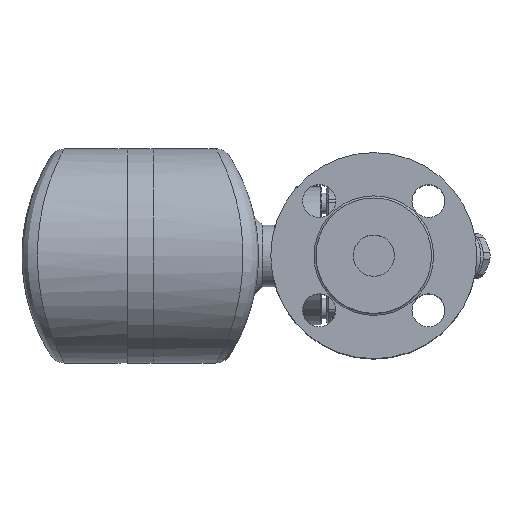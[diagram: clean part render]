
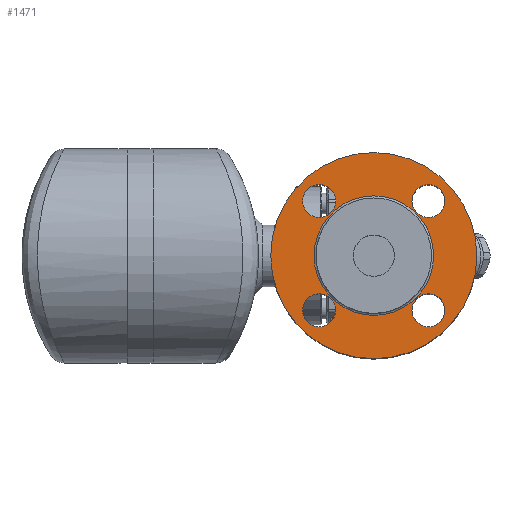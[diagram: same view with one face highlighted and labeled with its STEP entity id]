
A CAD part, top view. The second image highlights one B-rep face of the part: STEP entity #1471.
In plain terms, the highlighted planar face has unit normal (0, 0, 1).
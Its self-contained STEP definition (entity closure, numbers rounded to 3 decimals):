
#670=CARTESIAN_POINT('',(133.517,18.517,93.));
#671=VERTEX_POINT('',#670);
#672=CARTESIAN_POINT('',(133.517,26.517,93.));
#673=DIRECTION('',(0.0,0.0,-1.0));
#674=DIRECTION('',(0.0,-1.0,0.0));
#675=AXIS2_PLACEMENT_3D('',#672,#673,#674);
#676=CIRCLE('',#675,8.0);
#677=EDGE_CURVE('',#671,#671,#676,.T.);
#719=CARTESIAN_POINT('',(125.517,-26.517,93.));
#720=VERTEX_POINT('',#719);
#721=CARTESIAN_POINT('',(133.517,-26.517,93.));
#722=DIRECTION('',(0.0,0.0,-1.0));
#723=DIRECTION('',(-1.0,0.0,0.0));
#724=AXIS2_PLACEMENT_3D('',#721,#722,#723);
#725=CIRCLE('',#724,8.0);
#726=EDGE_CURVE('',#720,#720,#725,.T.);
#768=CARTESIAN_POINT('',(80.483,-18.517,93.));
#769=VERTEX_POINT('',#768);
#770=CARTESIAN_POINT('',(80.483,-26.517,93.));
#771=DIRECTION('',(0.0,0.0,-1.0));
#772=DIRECTION('',(0.0,1.0,0.0));
#773=AXIS2_PLACEMENT_3D('',#770,#771,#772);
#774=CIRCLE('',#773,8.0);
#775=EDGE_CURVE('',#769,#769,#774,.T.);
#945=CARTESIAN_POINT('',(88.483,26.517,93.));
#946=VERTEX_POINT('',#945);
#947=CARTESIAN_POINT('',(80.483,26.517,93.));
#948=DIRECTION('',(0.0,0.0,-1.0));
#949=DIRECTION('',(1.0,0.0,0.0));
#950=AXIS2_PLACEMENT_3D('',#947,#948,#949);
#951=CIRCLE('',#950,8.0);
#952=EDGE_CURVE('',#946,#946,#951,.T.);
#1417=CARTESIAN_POINT('',(136.,0.,93.));
#1418=VERTEX_POINT('',#1417);
#1419=CARTESIAN_POINT('',(107.,0.0,93.));
#1420=DIRECTION('',(0.0,0.0,1.0));
#1421=DIRECTION('',(-1.0,0.0,0.0));
#1422=AXIS2_PLACEMENT_3D('',#1419,#1420,#1421);
#1423=CIRCLE('',#1422,29.);
#1424=EDGE_CURVE('',#1418,#1418,#1423,.T.);
#1440=CARTESIAN_POINT('',(146.,0.0,93.));
#1441=DIRECTION('',(0.0,0.0,1.0));
#1442=DIRECTION('',(1.0,0.0,0.0));
#1443=AXIS2_PLACEMENT_3D('',#1440,#1441,#1442);
#1444=PLANE('',#1443);
#1445=CARTESIAN_POINT('',(157.,0.0,93.));
#1446=VERTEX_POINT('',#1445);
#1447=CARTESIAN_POINT('',(107.,0.0,93.));
#1448=DIRECTION('',(0.0,0.0,1.0));
#1449=DIRECTION('',(1.0,0.0,0.0));
#1450=AXIS2_PLACEMENT_3D('',#1447,#1448,#1449);
#1451=CIRCLE('',#1450,50.0);
#1452=EDGE_CURVE('',#1446,#1446,#1451,.T.);
#1453=ORIENTED_EDGE('',*,*,#1452,.T.);
#1454=EDGE_LOOP('',(#1453));
#1455=FACE_OUTER_BOUND('',#1454,.T.);
#1456=ORIENTED_EDGE('',*,*,#677,.T.);
#1457=EDGE_LOOP('',(#1456));
#1458=FACE_BOUND('',#1457,.T.);
#1459=ORIENTED_EDGE('',*,*,#726,.T.);
#1460=EDGE_LOOP('',(#1459));
#1461=FACE_BOUND('',#1460,.T.);
#1462=ORIENTED_EDGE('',*,*,#775,.T.);
#1463=EDGE_LOOP('',(#1462));
#1464=FACE_BOUND('',#1463,.T.);
#1465=ORIENTED_EDGE('',*,*,#952,.T.);
#1466=EDGE_LOOP('',(#1465));
#1467=FACE_BOUND('',#1466,.T.);
#1468=ORIENTED_EDGE('',*,*,#1424,.F.);
#1469=EDGE_LOOP('',(#1468));
#1470=FACE_BOUND('',#1469,.T.);
#1471=ADVANCED_FACE('',(#1455,#1458,#1461,#1464,#1467,#1470),#1444,.T.);
